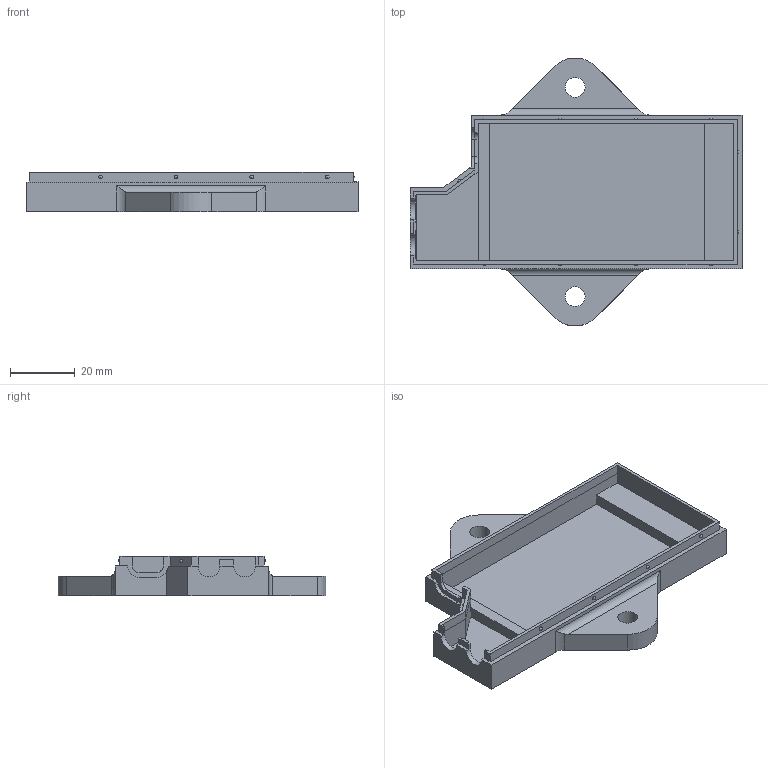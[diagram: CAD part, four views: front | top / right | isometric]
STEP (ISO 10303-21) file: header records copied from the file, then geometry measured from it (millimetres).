
FILE_DESCRIPTION(('FreeCAD Model'),'2;1');
FILE_NAME('Open CASCADE Shape Model','2025-07-06T08:58:25',(''),(''), 'Open CASCADE STEP processor 7.7','FreeCAD','Unknown');
FILE_SCHEMA(('AUTOMOTIVE_DESIGN { 1 0 10303 214 1 1 1 1 }'));
Length unit declared in the file: millimetre
Products named in the file (1): CAN-X2-Base
Bounding box: 102.5 x 82.67 x 12.18 mm (x, y, z)
Volume: 21381.4 mm3; surface area: 17181.2 mm2
Topology: 1 solids, 1 shells, 99 faces, 286 edges, 188 vertices
Faces by surface type: plane 68, cylinder 20, sphere 10, bspline 1
Full cylindrical faces by diameter (mm): 6.1 x2
Entity records: 3263 total; most frequent: CARTESIAN_POINT 632, ORIENTED_EDGE 548, DIRECTION 527, EDGE_CURVE 274, LINE 211, VECTOR 211, VERTEX_POINT 188, AXIS2_PLACEMENT_3D 158
